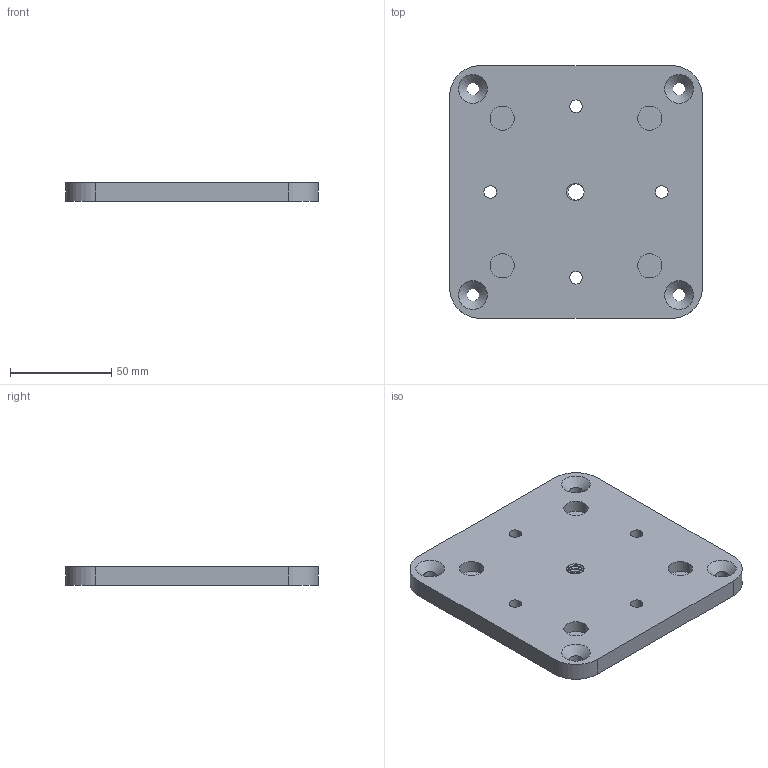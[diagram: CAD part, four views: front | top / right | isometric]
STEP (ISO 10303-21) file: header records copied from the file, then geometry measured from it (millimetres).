
FILE_DESCRIPTION(('FreeCAD Model'),'2;1');
FILE_NAME('Open CASCADE Shape Model','2024-01-18T17:26:03',(''),(''), 'Open CASCADE STEP processor 7.6','FreeCAD','Unknown');
FILE_SCHEMA(('AUTOMOTIVE_DESIGN { 1 0 10303 214 1 1 1 1 }'));
Length unit declared in the file: millimetre
Products named in the file (1): Platine carre tournette DEF
Bounding box: 125 x 125 x 9 mm (x, y, z)
Volume: 131689.1 mm3; surface area: 37021.7 mm2
Topology: 1 solids, 1 shells, 62 faces, 137 edges, 81 vertices
Faces by surface type: cylinder 23, bspline 21, plane 10, cone 8
Full cylindrical faces by diameter (mm): 6.2 x8, 8 x5, 12 x4
Entity records: 8440 total; most frequent: CARTESIAN_POINT 5730, DIRECTION 445, ORIENTED_EDGE 274, PCURVE 274, DEFINITIONAL_REPRESENTATION 274, LINE 241, VECTOR 241, EDGE_CURVE 137
